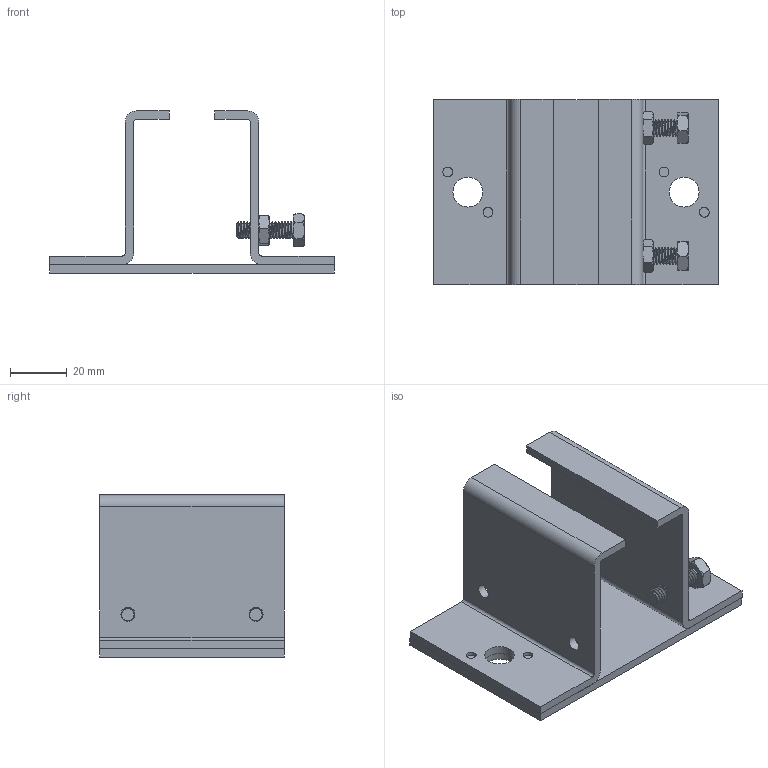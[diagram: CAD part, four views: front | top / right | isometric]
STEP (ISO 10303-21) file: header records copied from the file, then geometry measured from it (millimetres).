
FILE_DESCRIPTION((''),'2;1');
FILE_NAME('5144M.stp','2008-11-19T11:59:52',('Giuliano'),(''),'Autodesk Inventor 2009','Autodesk Inventor 2009','');
FILE_SCHEMA(('AUTOMOTIVE_DESIGN { 1 0 10303 214 1 1 1 1 }'));
Length unit declared in the file: millimetre
Products named in the file (6): 5144M; 5144; 15595; 15594; vis TH M6x20; JIS B 1181 normal Classe 3  (Taraudage usuel - Métrique) Classe 3 normal M6
Assembly tree (8 placements, depth 3):
  5144M
    5144
      15595
      15594  x2
    vis TH M6x20  x2
    JIS B 1181 normal Classe 3  (Taraudage usuel - Métrique) Classe 3 normal M6  x2
Bounding box: 100 x 65 x 57 mm (x, y, z)
Volume: 55478.9 mm3; surface area: 41688.4 mm2
Topology: 7 solids, 7 shells, 136 faces, 328 edges, 212 vertices
Faces by surface type: plane 66, cone 30, cylinder 20, bspline 20
Full cylindrical faces by diameter (mm): 3.4 x4, 10.5 x2
Entity records: 6821 total; most frequent: CARTESIAN_POINT 5115, DIRECTION 314, ORIENTED_EDGE 304, EDGE_CURVE 152, AXIS2_PLACEMENT_3D 130, EDGE_LOOP 111, VERTEX_POINT 107, FACE_OUTER_BOUND 74
